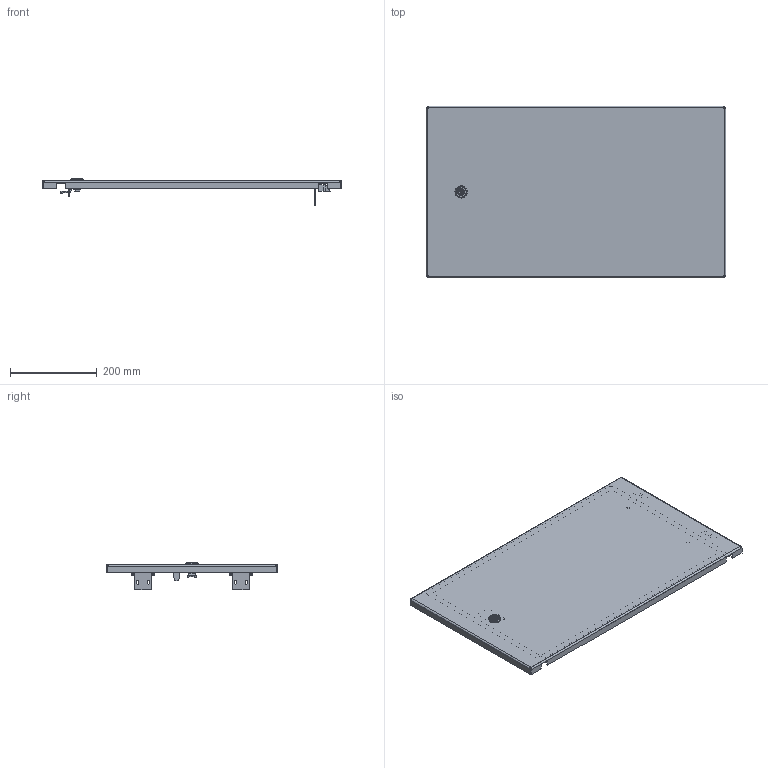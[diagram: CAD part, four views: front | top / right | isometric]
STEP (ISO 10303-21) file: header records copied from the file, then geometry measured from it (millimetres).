
FILE_DESCRIPTION (( 'STEP AP214' ), '1' );
FILE_NAME ('647.040.STEP', '2024-10-15T04:13:47', ( '' ), ( '' ), 'SwSTEP 2.0', 'SolidWorks 2021', '' );
FILE_SCHEMA (( 'AUTOMOTIVE_DESIGN' ));
Length unit declared in the file: millimetre
Products named in the file (22): Äâåðíîå ïîëîòíî W700H400; Ðåçèíêà øàðíèðà; 647.040; 1209100038(M6x8 Kombi Vida)_sss.STEP; 2102200253-YEN_ PANO K_L_T KOVANI KROM.STEP; Ïåòëÿ ùèòîâàÿ ïðèâàðíàÿ; ______ Z 3__.STEP; 1207100236-Pano Kilit Yay_-1.STEP; Áîëò Ì5õ10 ñ øåñòèãðàííîé ãîëîâêîé ñ ïðåññøàéáîé; 嵑謺麃; 2311050230-plastik-rondela.STEP; 630.002; 2101350253-15-DB15mm YEN_ G_BEK.STEP; Ãàñêåòèíã äâåðè W700H400; ______________ ______.STEP; 嵑謺麃 瀁蠉澼鍣 094; Çàìîê ïîä äâå áîðîäêè Z ðèãåëåì.STEP; Øïèëüêà ïðèâàðíàÿ Ì6õ16; Äâåðü W700H400; 630.000; Âòóëêà øàðíèðà; _____.STEP
Assembly tree (28 placements, depth 3):
  647.040
    Äâåðü W700H400
      Äâåðíîå ïîëîòíî W700H400
      Ïåòëÿ ùèòîâàÿ ïðèâàðíàÿ  x2
      Øïèëüêà ïðèâàðíàÿ Ì6õ16  x2
      Ãàñêåòèíã äâåðè W700H400
    630.000  x2
    630.002
    嵑謺麃 瀁蠉澼鍣 094  x2
      嵑謺麃
      Âòóëêà øàðíèðà
      Ðåçèíêà øàðíèðà
    Çàìîê ïîä äâå áîðîäêè Z ðèãåëåì.STEP
      2102200253-YEN_ PANO K_L_T KOVANI KROM.STEP
      1207100236-Pano Kilit Yay_-1.STEP
      2311050230-plastik-rondela.STEP
      1209100038(M6x8 Kombi Vida)_sss.STEP
      2101350253-15-DB15mm YEN_ G_BEK.STEP
      _____.STEP
      ______________ ______.STEP
      ______ Z 3__.STEP
    Áîëò Ì5õ10 ñ øåñòèãðàííîé ãîëîâêîé ñ ïðåññøàéáîé  x4
Bounding box: 689 x 395 x 63.37 mm (x, y, z)
Volume: 752350.8 mm3; surface area: 721786.9 mm2
Topology: 51 solids, 51 shells, 1238 faces, 2985 edges, 1884 vertices
Faces by surface type: plane 520, cylinder 421, bspline 192, cone 55, torus 50
Entity records: 68696 total; most frequent: CARTESIAN_POINT 46676, ORIENTED_EDGE 4666, DIRECTION 3878, EDGE_CURVE 2333, VERTEX_POINT 1485, AXIS2_PLACEMENT_3D 1337, VECTOR 1204, LINE 1204
